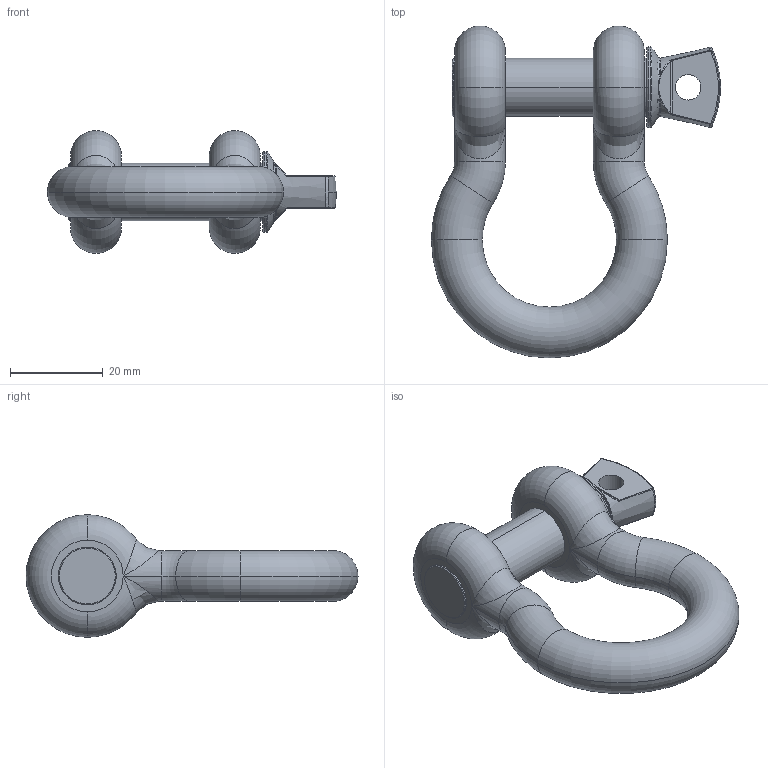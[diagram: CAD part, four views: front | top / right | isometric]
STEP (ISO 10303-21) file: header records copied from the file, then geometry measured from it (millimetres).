
FILE_DESCRIPTION (( 'STEP AP203' ), '1' );
FILE_NAME ('T39400.STEP', '2018-07-23T11:15:20', ( '' ), ( '' ), 'SwSTEP 2.0', 'SolidWorks 2016', '' );
FILE_SCHEMA (( 'CONFIG_CONTROL_DESIGN' ));
Length unit declared in the file: millimetre
Products named in the file (1): T39400
Bounding box: 62.5 x 71.75 x 26.5 mm (x, y, z)
Volume: 24538.8 mm3; surface area: 8160 mm2
Topology: 1 solids, 1 shells, 98 faces, 226 edges, 125 vertices
Faces by surface type: torus 32, bspline 32, cylinder 16, plane 10, cone 4, sphere 4
Entity records: 4037 total; most frequent: CARTESIAN_POINT 1934, ORIENTED_EDGE 436, DIRECTION 430, EDGE_CURVE 218, AXIS2_PLACEMENT_3D 205, CIRCLE 138, VERTEX_POINT 125, EDGE_LOOP 105
